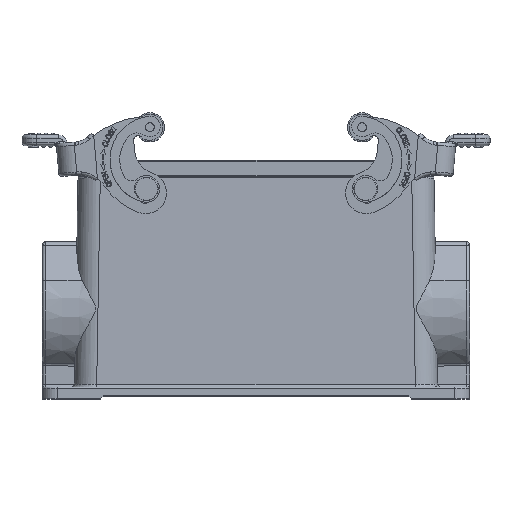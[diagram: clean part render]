
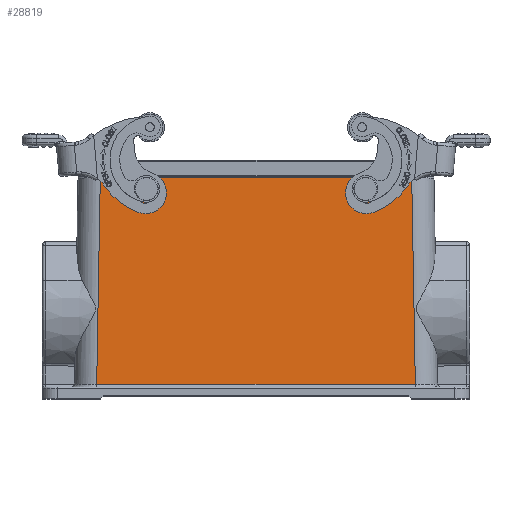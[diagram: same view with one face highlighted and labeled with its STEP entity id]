
A CAD part, top view. The second image highlights one B-rep face of the part: STEP entity #28819.
In plain terms, the highlighted planar face has unit normal (0, 0.018, 1).
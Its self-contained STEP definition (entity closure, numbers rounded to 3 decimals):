
#2290=CARTESIAN_POINT('',(19.277,4.983,-5.278));
#2296=DIRECTION('',(0.017,-1.,0.017));
#2297=VECTOR('',#2296,69.547);
#2298=CARTESIAN_POINT('',(125.51,74.509,-6.491));
#2299=LINE('',#2298,#2297);
#2300=DIRECTION('',(0.017,1.,-0.017));
#2301=VECTOR('',#2300,69.547);
#2302=CARTESIAN_POINT('',(19.277,4.983,-5.278));
#2303=LINE('',#2302,#2301);
#5325=DIRECTION('',(-1.,0.,0.));
#5326=VECTOR('',#5325,105.019);
#5327=CARTESIAN_POINT('',(125.51,74.509,-6.491));
#5328=LINE('',#5327,#5326);
#5430=CARTESIAN_POINT('',(20.49,74.509,-6.491));
#6598=DIRECTION('',(1.,0.,0.));
#6599=VECTOR('',#6598,107.447);
#6600=CARTESIAN_POINT('',(19.277,4.983,-5.278));
#6601=LINE('',#6600,#6599);
#6653=CARTESIAN_POINT('',(38.311,71.002,-6.43));
#6654=CARTESIAN_POINT('',(38.337,70.75,-6.426));
#6655=CARTESIAN_POINT('',(38.31,70.265,-6.417));
#6656=CARTESIAN_POINT('',(38.039,69.564,-6.405));
#6657=CARTESIAN_POINT('',(37.566,68.989,-6.395));
#6658=CARTESIAN_POINT('',(36.93,68.588,-6.388));
#6659=CARTESIAN_POINT('',(36.459,68.467,-6.386));
#6660=CARTESIAN_POINT('',(36.206,68.445,-6.386));
#6662=CARTESIAN_POINT('',(36.206,68.445,-6.386));
#6663=CARTESIAN_POINT('',(35.953,68.422,-6.385));
#6664=CARTESIAN_POINT('',(35.467,68.458,-6.386));
#6665=CARTESIAN_POINT('',(34.769,68.741,-6.391));
#6666=CARTESIAN_POINT('',(34.201,69.226,-6.399));
#6667=CARTESIAN_POINT('',(33.812,69.87,-6.41));
#6668=CARTESIAN_POINT('',(33.7,70.344,-6.419));
#6669=CARTESIAN_POINT('',(33.682,70.597,-6.423));
#6671=CARTESIAN_POINT('',(33.682,70.597,-6.423));
#6672=CARTESIAN_POINT('',(33.665,70.845,-6.428));
#6673=CARTESIAN_POINT('',(33.707,71.321,-6.436));
#6674=CARTESIAN_POINT('',(33.99,72.,-6.448));
#6675=CARTESIAN_POINT('',(34.465,72.554,-6.457));
#6676=CARTESIAN_POINT('',(35.092,72.938,-6.464));
#6677=CARTESIAN_POINT('',(35.554,73.054,-6.466));
#6678=CARTESIAN_POINT('',(35.801,73.075,-6.466));
#6680=CARTESIAN_POINT('',(35.801,73.075,-6.466));
#6681=CARTESIAN_POINT('',(36.048,73.096,-6.467));
#6682=CARTESIAN_POINT('',(36.522,73.062,-6.466));
#6683=CARTESIAN_POINT('',(37.204,72.791,-6.461));
#6684=CARTESIAN_POINT('',(37.766,72.328,-6.453));
#6685=CARTESIAN_POINT('',(38.161,71.709,-6.443));
#6686=CARTESIAN_POINT('',(38.285,71.249,-6.435));
#6687=CARTESIAN_POINT('',(38.311,71.002,-6.43));
#7391=CARTESIAN_POINT('',(112.318,70.597,-6.423));
#7392=CARTESIAN_POINT('',(112.3,70.344,-6.419));
#7393=CARTESIAN_POINT('',(112.188,69.87,-6.41));
#7394=CARTESIAN_POINT('',(111.799,69.226,-6.399));
#7395=CARTESIAN_POINT('',(111.231,68.742,-6.391));
#7396=CARTESIAN_POINT('',(110.533,68.458,-6.386));
#7397=CARTESIAN_POINT('',(110.047,68.422,-6.385));
#7398=CARTESIAN_POINT('',(109.794,68.445,-6.386));
#7400=CARTESIAN_POINT('',(109.794,68.445,-6.386));
#7401=CARTESIAN_POINT('',(109.541,68.467,-6.386));
#7402=CARTESIAN_POINT('',(109.07,68.588,-6.388));
#7403=CARTESIAN_POINT('',(108.434,68.989,-6.395));
#7404=CARTESIAN_POINT('',(107.961,69.565,-6.405));
#7405=CARTESIAN_POINT('',(107.69,70.265,-6.417));
#7406=CARTESIAN_POINT('',(107.663,70.75,-6.426));
#7407=CARTESIAN_POINT('',(107.689,71.002,-6.43));
#7409=CARTESIAN_POINT('',(107.689,71.002,-6.43));
#7410=CARTESIAN_POINT('',(107.715,71.249,-6.435));
#7411=CARTESIAN_POINT('',(107.839,71.709,-6.443));
#7412=CARTESIAN_POINT('',(108.234,72.328,-6.453));
#7413=CARTESIAN_POINT('',(108.796,72.791,-6.461));
#7414=CARTESIAN_POINT('',(109.478,73.062,-6.466));
#7415=CARTESIAN_POINT('',(109.952,73.096,-6.467));
#7416=CARTESIAN_POINT('',(110.199,73.075,-6.466));
#7418=CARTESIAN_POINT('',(110.199,73.075,-6.466));
#7419=CARTESIAN_POINT('',(110.446,73.054,-6.466));
#7420=CARTESIAN_POINT('',(110.908,72.938,-6.464));
#7421=CARTESIAN_POINT('',(111.535,72.554,-6.457));
#7422=CARTESIAN_POINT('',(112.01,72.,-6.448));
#7423=CARTESIAN_POINT('',(112.293,71.321,-6.436));
#7424=CARTESIAN_POINT('',(112.335,70.845,-6.428));
#7425=CARTESIAN_POINT('',(112.318,70.597,-6.423));
#21225=VERTEX_POINT('',#2290);
#21230=VERTEX_POINT('',#5430);
#21231=CARTESIAN_POINT('',(125.51,74.509,
-6.491));
#21232=CARTESIAN_POINT('',(126.723,4.983,
-5.278));
#21233=VERTEX_POINT('',#21231);
#21234=VERTEX_POINT('',#21232);
#22133=VERTEX_POINT('',#6662);
#22134=VERTEX_POINT('',#6669);
#22135=VERTEX_POINT('',#6653);
#22142=VERTEX_POINT('',#6678);
#22303=VERTEX_POINT('',#7400);
#22304=VERTEX_POINT('',#7407);
#22305=VERTEX_POINT('',#7391);
#22312=VERTEX_POINT('',#7416);
#28785=CARTESIAN_POINT('',(73.,39.746,
-5.885));
#28786=DIRECTION('',(0.,0.017,1.));
#28787=DIRECTION('',(0.,-1.,0.017));
#28788=AXIS2_PLACEMENT_3D('',#28785,#28786,#28787);
#28789=PLANE('',#28788);
#28791=ORIENTED_EDGE('',*,*,#28790,.T.);
#28793=ORIENTED_EDGE('',*,*,#28792,.F.);
#28794=ORIENTED_EDGE('',*,*,#28767,.T.);
#28796=ORIENTED_EDGE('',*,*,#28795,.F.);
#28797=EDGE_LOOP('',(#28791,#28793,#28794,#28796));
#28798=FACE_OUTER_BOUND('',#28797,.F.);
#28800=ORIENTED_EDGE('',*,*,#28799,.F.);
#28802=ORIENTED_EDGE('',*,*,#28801,.F.);
#28804=ORIENTED_EDGE('',*,*,#28803,.F.);
#28806=ORIENTED_EDGE('',*,*,#28805,.F.);
#28807=EDGE_LOOP('',(#28800,#28802,#28804,#28806));
#28808=FACE_BOUND('',#28807,.F.);
#28810=ORIENTED_EDGE('',*,*,#28809,.F.);
#28812=ORIENTED_EDGE('',*,*,#28811,.F.);
#28814=ORIENTED_EDGE('',*,*,#28813,.F.);
#28816=ORIENTED_EDGE('',*,*,#28815,.F.);
#28817=EDGE_LOOP('',(#28810,#28812,#28814,#28816));
#28818=FACE_BOUND('',#28817,.F.);
#6661=B_SPLINE_CURVE_WITH_KNOTS('',3,(#6653,#6654,#6655,#6656,#6657,#6658,#6659,
#6660),.UNSPECIFIED.,.F.,.F.,(4,1,1,1,1,4),(0.,0.2,0.4,0.6,0.8,1.),
.UNSPECIFIED.);
#6670=B_SPLINE_CURVE_WITH_KNOTS('',3,(#6662,#6663,#6664,#6665,#6666,#6667,#6668,
#6669),.UNSPECIFIED.,.F.,.F.,(4,1,1,1,1,4),(0.,0.2,0.4,0.6,0.8,1.),
.UNSPECIFIED.);
#6679=B_SPLINE_CURVE_WITH_KNOTS('',3,(#6671,#6672,#6673,#6674,#6675,#6676,#6677,
#6678),.UNSPECIFIED.,.F.,.F.,(4,1,1,1,1,4),(0.,0.2,0.4,0.6,0.8,1.),
.UNSPECIFIED.);
#6688=B_SPLINE_CURVE_WITH_KNOTS('',3,(#6680,#6681,#6682,#6683,#6684,#6685,#6686,
#6687),.UNSPECIFIED.,.F.,.F.,(4,1,1,1,1,4),(0.,0.2,0.4,0.6,0.8,1.),
.UNSPECIFIED.);
#7399=B_SPLINE_CURVE_WITH_KNOTS('',3,(#7391,#7392,#7393,#7394,#7395,#7396,#7397,
#7398),.UNSPECIFIED.,.F.,.F.,(4,1,1,1,1,4),(0.,0.2,0.4,0.6,0.8,1.),
.UNSPECIFIED.);
#7408=B_SPLINE_CURVE_WITH_KNOTS('',3,(#7400,#7401,#7402,#7403,#7404,#7405,#7406,
#7407),.UNSPECIFIED.,.F.,.F.,(4,1,1,1,1,4),(0.,0.2,0.4,0.6,0.8,1.),
.UNSPECIFIED.);
#7417=B_SPLINE_CURVE_WITH_KNOTS('',3,(#7409,#7410,#7411,#7412,#7413,#7414,#7415,
#7416),.UNSPECIFIED.,.F.,.F.,(4,1,1,1,1,4),(0.,0.2,0.4,0.6,0.8,1.),
.UNSPECIFIED.);
#7426=B_SPLINE_CURVE_WITH_KNOTS('',3,(#7418,#7419,#7420,#7421,#7422,#7423,#7424,
#7425),.UNSPECIFIED.,.F.,.F.,(4,1,1,1,1,4),(0.,0.2,0.4,0.6,0.8,1.),
.UNSPECIFIED.);
#28767=EDGE_CURVE('',#21225,#21230,#2303,.T.);
#28790=EDGE_CURVE('',#21233,#21234,#2299,.T.);
#28792=EDGE_CURVE('',#21225,#21234,#6601,.T.);
#28795=EDGE_CURVE('',#21233,#21230,#5328,.T.);
#28799=EDGE_CURVE('',#22133,#22134,#6670,.T.);
#28801=EDGE_CURVE('',#22135,#22133,#6661,.T.);
#28803=EDGE_CURVE('',#22142,#22135,#6688,.T.);
#28805=EDGE_CURVE('',#22134,#22142,#6679,.T.);
#28809=EDGE_CURVE('',#22303,#22304,#7408,.T.);
#28811=EDGE_CURVE('',#22305,#22303,#7399,.T.);
#28813=EDGE_CURVE('',#22312,#22305,#7426,.T.);
#28815=EDGE_CURVE('',#22304,#22312,#7417,.T.);
#28819=ADVANCED_FACE('',(#28798,#28808,#28818),#28789,.T.);
